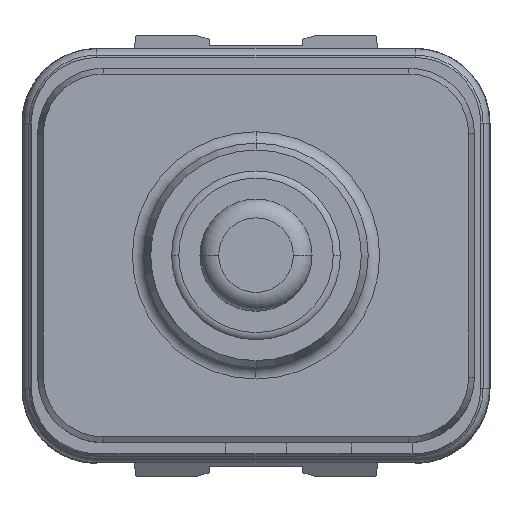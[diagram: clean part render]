
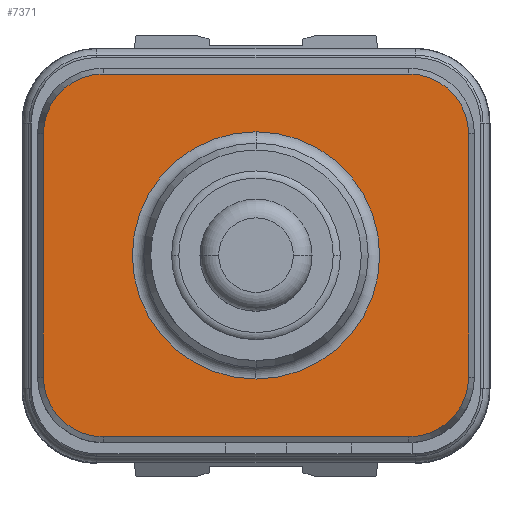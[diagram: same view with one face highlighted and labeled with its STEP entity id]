
A CAD part, top view. The second image highlights one B-rep face of the part: STEP entity #7371.
In plain terms, the highlighted planar face has unit normal (0, 0, 1).
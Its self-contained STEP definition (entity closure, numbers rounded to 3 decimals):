
#1518=CARTESIAN_POINT('',(-4.9,3.9,4.18));
#1519=DIRECTION('',(0.,0.,-1.));
#1520=DIRECTION('',(-1.,0.,0.));
#1521=AXIS2_PLACEMENT_3D('',#1518,#1519,#1520);
#1523=DIRECTION('',(1.,0.,0.));
#1524=VECTOR('',#1523,9.8);
#1525=CARTESIAN_POINT('',(-4.9,5.812,4.18));
#1526=LINE('',#1525,#1524);
#1527=CARTESIAN_POINT('',(4.9,3.9,4.18));
#1528=DIRECTION('',(0.,0.,-1.));
#1529=DIRECTION('',(0.,1.,0.));
#1530=AXIS2_PLACEMENT_3D('',#1527,#1528,#1529);
#1532=DIRECTION('',(0.,-1.,0.));
#1533=VECTOR('',#1532,7.8);
#1534=CARTESIAN_POINT('',(6.812,3.9,4.18));
#1535=LINE('',#1534,#1533);
#1536=CARTESIAN_POINT('',(4.9,-3.9,4.18));
#1537=DIRECTION('',(0.,0.,-1.));
#1538=DIRECTION('',(1.,0.,0.));
#1539=AXIS2_PLACEMENT_3D('',#1536,#1537,#1538);
#1541=DIRECTION('',(-1.,0.,0.));
#1542=VECTOR('',#1541,9.8);
#1543=CARTESIAN_POINT('',(4.9,-5.812,4.18));
#1544=LINE('',#1543,#1542);
#1545=CARTESIAN_POINT('',(-4.9,-3.9,4.18));
#1546=DIRECTION('',(0.,0.,-1.));
#1547=DIRECTION('',(0.,-1.,0.));
#1548=AXIS2_PLACEMENT_3D('',#1545,#1546,#1547);
#1550=DIRECTION('',(0.,1.,0.));
#1551=VECTOR('',#1550,7.8);
#1552=CARTESIAN_POINT('',(-6.812,-3.9,
4.18));
#1553=LINE('',#1552,#1551);
#1554=CARTESIAN_POINT('',(0.,0.,4.18));
#1555=DIRECTION('',(0.,0.,1.));
#1556=DIRECTION('',(0.,-1.,0.));
#1557=AXIS2_PLACEMENT_3D('',#1554,#1555,#1556);
#1559=CARTESIAN_POINT('',(0.,0.,4.18));
#1560=DIRECTION('',(0.,0.,1.));
#1561=DIRECTION('',(0.,1.,0.));
#1562=AXIS2_PLACEMENT_3D('',#1559,#1560,#1561);
#4330=CARTESIAN_POINT('',(-6.812,3.9,4.18));
#4331=CARTESIAN_POINT('',(-4.9,5.812,4.18));
#4332=VERTEX_POINT('',#4330);
#4333=VERTEX_POINT('',#4331);
#4336=CARTESIAN_POINT('',(4.9,5.812,4.18));
#4337=VERTEX_POINT('',#4336);
#4340=CARTESIAN_POINT('',(6.812,3.9,4.18));
#4341=VERTEX_POINT('',#4340);
#4344=CARTESIAN_POINT('',(6.812,-3.9,4.18));
#4345=VERTEX_POINT('',#4344);
#4348=CARTESIAN_POINT('',(4.9,-5.812,4.18));
#4349=VERTEX_POINT('',#4348);
#4352=CARTESIAN_POINT('',(-4.9,-5.812,
4.18));
#4353=VERTEX_POINT('',#4352);
#4356=CARTESIAN_POINT('',(-6.812,-3.9,4.18));
#4357=VERTEX_POINT('',#4356);
#4987=CARTESIAN_POINT('',(0.,-3.963,4.18));
#4988=CARTESIAN_POINT('',(0.,3.963,4.18));
#4989=VERTEX_POINT('',#4987);
#4990=VERTEX_POINT('',#4988);
#7350=CARTESIAN_POINT('',(0.,0.,4.18));
#7351=DIRECTION('',(0.,0.,-1.));
#7352=DIRECTION('',(1.,0.,0.));
#7353=AXIS2_PLACEMENT_3D('',#7350,#7351,#7352);
#7354=PLANE('',#7353);
#7355=ORIENTED_EDGE('',*,*,#7249,.T.);
#7356=ORIENTED_EDGE('',*,*,#7290,.T.);
#7357=ORIENTED_EDGE('',*,*,#7305,.T.);
#7358=ORIENTED_EDGE('',*,*,#7344,.T.);
#7359=ORIENTED_EDGE('',*,*,#7163,.T.);
#7360=ORIENTED_EDGE('',*,*,#7178,.T.);
#7361=ORIENTED_EDGE('',*,*,#7193,.T.);
#7362=ORIENTED_EDGE('',*,*,#7234,.T.);
#7363=EDGE_LOOP('',(#7355,#7356,#7357,#7358,#7359,#7360,#7361,#7362));
#7364=FACE_OUTER_BOUND('',#7363,.F.);
#7366=ORIENTED_EDGE('',*,*,#7365,.T.);
#7368=ORIENTED_EDGE('',*,*,#7367,.T.);
#7369=EDGE_LOOP('',(#7366,#7368));
#7370=FACE_BOUND('',#7369,.F.);
#7371=ADVANCED_FACE('',(#7364,#7370),#7354,.F.);
#1522=CIRCLE('',#1521,1.912);
#1531=CIRCLE('',#1530,1.912);
#1540=CIRCLE('',#1539,1.912);
#1549=CIRCLE('',#1548,1.912);
#1558=CIRCLE('',#1557,3.963);
#1563=CIRCLE('',#1562,3.963);
#7163=EDGE_CURVE('',#4345,#4349,#1540,.T.);
#7178=EDGE_CURVE('',#4349,#4353,#1544,.T.);
#7193=EDGE_CURVE('',#4353,#4357,#1549,.T.);
#7234=EDGE_CURVE('',#4357,#4332,#1553,.T.);
#7249=EDGE_CURVE('',#4332,#4333,#1522,.T.);
#7290=EDGE_CURVE('',#4333,#4337,#1526,.T.);
#7305=EDGE_CURVE('',#4337,#4341,#1531,.T.);
#7344=EDGE_CURVE('',#4341,#4345,#1535,.T.);
#7365=EDGE_CURVE('',#4989,#4990,#1558,.T.);
#7367=EDGE_CURVE('',#4990,#4989,#1563,.T.);
